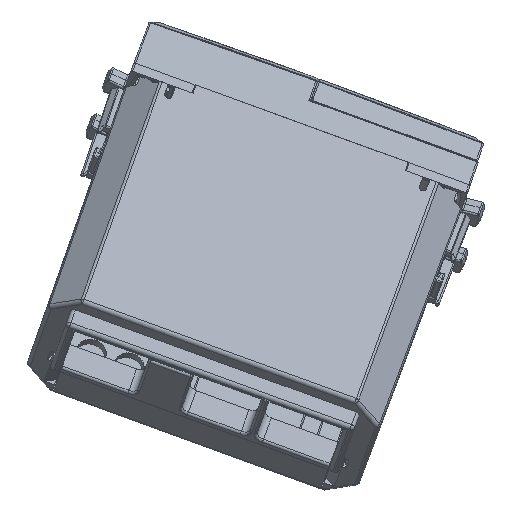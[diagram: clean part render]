
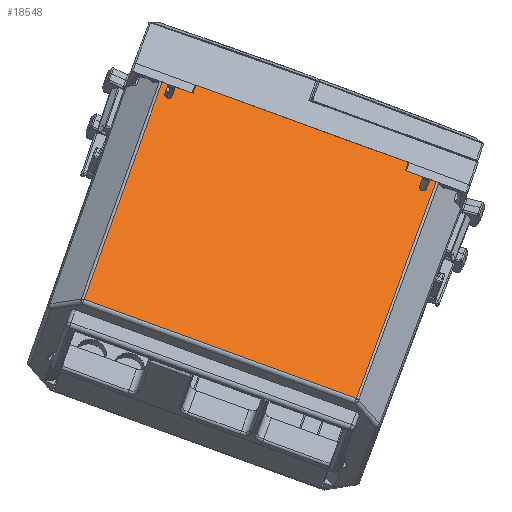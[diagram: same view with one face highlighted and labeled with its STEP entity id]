
A CAD part, left-side view. The second image highlights one B-rep face of the part: STEP entity #18548.
In plain terms, the highlighted face is planar.
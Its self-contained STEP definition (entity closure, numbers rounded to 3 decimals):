
#14571=CARTESIAN_POINT('Vertex',(10.874,18.168,-34.504)) ;
#14574=CARTESIAN_POINT('Line Origine',(10.874,0.248,-34.504)) ;
#14578=CARTESIAN_POINT('Vertex',(10.874,-18.168,-34.504)) ;
#16541=CARTESIAN_POINT('Line Origine',(11.175,-17.896,0.)) ;
#16545=CARTESIAN_POINT('Vertex',(11.175,-17.5,0.)) ;
#16547=CARTESIAN_POINT('Vertex',(11.175,-18.293,0.)) ;
#16793=CARTESIAN_POINT('Vertex',(11.175,17.5,0.)) ;
#16796=CARTESIAN_POINT('Line Origine',(11.175,17.896,0.)) ;
#16800=CARTESIAN_POINT('Vertex',(11.175,18.293,0.)) ;
#16829=CARTESIAN_POINT('Vertex',(11.162,17.473,-1.535)) ;
#16832=CARTESIAN_POINT('Line Origine',(11.168,17.487,-0.767)) ;
#16848=CARTESIAN_POINT('Vertex',(11.162,16.527,-1.535)) ;
#16852=CARTESIAN_POINT('Control Point',(11.162,17.473,-1.535)) ;
#16853=CARTESIAN_POINT('Control Point',(11.159,17.468,-1.829)) ;
#16854=CARTESIAN_POINT('Control Point',(11.156,17.237,-2.131)) ;
#16855=CARTESIAN_POINT('Control Point',(11.156,16.763,-2.131)) ;
#16856=CARTESIAN_POINT('Control Point',(11.159,16.532,-1.829)) ;
#16857=CARTESIAN_POINT('Control Point',(11.162,16.527,-1.535)) ;
#16870=CARTESIAN_POINT('Vertex',(11.175,16.5,0.)) ;
#16873=CARTESIAN_POINT('Line Origine',(11.168,16.513,-0.767)) ;
#16889=CARTESIAN_POINT('Vertex',(11.175,14.175,0.)) ;
#16892=CARTESIAN_POINT('Line Origine',(11.175,15.338,0.)) ;
#16926=CARTESIAN_POINT('Vertex',(11.186,14.153,1.275)) ;
#16930=CARTESIAN_POINT('Control Point',(11.175,14.175,0.)) ;
#16931=CARTESIAN_POINT('Control Point',(11.186,14.153,1.275)) ;
#17022=CARTESIAN_POINT('Vertex',(11.175,-14.175,0.)) ;
#17026=CARTESIAN_POINT('Control Point',(11.175,-14.175,0.)) ;
#17027=CARTESIAN_POINT('Control Point',(11.186,-14.153,1.275)) ;
#17028=CARTESIAN_POINT('Vertex',(11.186,-14.153,1.275)) ;
#17051=CARTESIAN_POINT('Line Origine',(11.175,-15.338,0.)) ;
#17055=CARTESIAN_POINT('Vertex',(11.175,-16.5,0.)) ;
#17074=CARTESIAN_POINT('Vertex',(11.162,-16.527,-1.535)) ;
#17077=CARTESIAN_POINT('Line Origine',(11.168,-16.513,-0.767)) ;
#17093=CARTESIAN_POINT('Vertex',(11.162,-17.473,-1.535)) ;
#17097=CARTESIAN_POINT('Control Point',(11.162,-17.473,-1.535)) ;
#17098=CARTESIAN_POINT('Control Point',(11.159,-17.468,-1.829)) ;
#17099=CARTESIAN_POINT('Control Point',(11.156,-17.237,-2.131)) ;
#17100=CARTESIAN_POINT('Control Point',(11.156,-16.763,-2.131)) ;
#17101=CARTESIAN_POINT('Control Point',(11.159,-16.532,-1.829)) ;
#17102=CARTESIAN_POINT('Control Point',(11.162,-16.527,-1.535)) ;
#17111=CARTESIAN_POINT('Line Origine',(11.168,-17.487,-0.767)) ;
#18512=CARTESIAN_POINT('Axis2P3D Location',(11.175,0.,0.)) ;
#18518=CARTESIAN_POINT('Control Point',(11.175,-18.293,0.)) ;
#18519=CARTESIAN_POINT('Control Point',(10.874,-18.168,-34.504)) ;
#18522=CARTESIAN_POINT('Control Point',(11.175,18.293,0.)) ;
#18523=CARTESIAN_POINT('Control Point',(10.874,18.168,-34.504)) ;
#18525=CARTESIAN_POINT('Line Origine',(11.186,0.,1.275)) ;
#14575=DIRECTION('Vector Direction',(0.,-1.,0.)) ;
#16542=DIRECTION('Vector Direction',(0.,-1.,0.)) ;
#16797=DIRECTION('Vector Direction',(0.,1.,0.)) ;
#16833=DIRECTION('Vector Direction',(-0.009,-0.017,-1.)) ;
#16874=DIRECTION('Vector Direction',(-0.009,0.017,-1.)) ;
#16893=DIRECTION('Vector Direction',(0.,1.,0.)) ;
#17052=DIRECTION('Vector Direction',(0.,-1.,0.)) ;
#17078=DIRECTION('Vector Direction',(-0.009,-0.017,-1.)) ;
#17112=DIRECTION('Vector Direction',(-0.009,0.017,-1.)) ;
#18513=DIRECTION('Axis2P3D Direction',(-1.,0.,0.009)) ;
#18514=DIRECTION('Axis2P3D XDirection',(0.,-1.,0.)) ;
#18526=DIRECTION('Vector Direction',(0.,-1.,0.)) ;
#18515=AXIS2_PLACEMENT_3D('Plane Axis2P3D',#18512,#18513,#18514) ;
#18531=ORIENTED_EDGE('',*,*,#18520,.F.) ;
#18532=ORIENTED_EDGE('',*,*,#14580,.F.) ;
#18533=ORIENTED_EDGE('',*,*,#18524,.F.) ;
#18534=ORIENTED_EDGE('',*,*,#16802,.F.) ;
#18535=ORIENTED_EDGE('',*,*,#16836,.T.) ;
#18536=ORIENTED_EDGE('',*,*,#16858,.T.) ;
#18537=ORIENTED_EDGE('',*,*,#16877,.F.) ;
#18538=ORIENTED_EDGE('',*,*,#16896,.F.) ;
#18539=ORIENTED_EDGE('',*,*,#16932,.T.) ;
#18540=ORIENTED_EDGE('',*,*,#18529,.F.) ;
#18541=ORIENTED_EDGE('',*,*,#17030,.T.) ;
#18542=ORIENTED_EDGE('',*,*,#17057,.T.) ;
#18543=ORIENTED_EDGE('',*,*,#17081,.T.) ;
#18544=ORIENTED_EDGE('',*,*,#17103,.F.) ;
#18545=ORIENTED_EDGE('',*,*,#17115,.F.) ;
#18546=ORIENTED_EDGE('',*,*,#16549,.T.) ;
#14576=VECTOR('Line Direction',#14575,1.) ;
#16543=VECTOR('Line Direction',#16542,1.) ;
#16798=VECTOR('Line Direction',#16797,1.) ;
#16834=VECTOR('Line Direction',#16833,1.) ;
#16875=VECTOR('Line Direction',#16874,1.) ;
#16894=VECTOR('Line Direction',#16893,1.) ;
#17053=VECTOR('Line Direction',#17052,1.) ;
#17079=VECTOR('Line Direction',#17078,1.) ;
#17113=VECTOR('Line Direction',#17112,1.) ;
#18527=VECTOR('Line Direction',#18526,1.) ;
#18548=ADVANCED_FACE('PartBody',(#18547),#18516,.F.) ;
#16851=B_SPLINE_CURVE_WITH_KNOTS('',5,(#16852,#16853,#16854,#16855,#16856,#16857),.UNSPECIFIED.,.F.,.U.,(6,6),(0.,2.079),.UNSPECIFIED.) ;
#16929=B_SPLINE_CURVE_WITH_KNOTS('',1,(#16930,#16931),.UNSPECIFIED.,.F.,.U.,(2,2),(-0.638,0.638),.UNSPECIFIED.) ;
#17025=B_SPLINE_CURVE_WITH_KNOTS('',1,(#17026,#17027),.UNSPECIFIED.,.F.,.U.,(2,2),(-0.638,0.638),.UNSPECIFIED.) ;
#17096=B_SPLINE_CURVE_WITH_KNOTS('',5,(#17097,#17098,#17099,#17100,#17101,#17102),.UNSPECIFIED.,.F.,.U.,(6,6),(0.,2.079),.UNSPECIFIED.) ;
#18517=B_SPLINE_CURVE_WITH_KNOTS('',1,(#18518,#18519),.UNSPECIFIED.,.F.,.U.,(2,2),(-16.464,18.042),.UNSPECIFIED.) ;
#18521=B_SPLINE_CURVE_WITH_KNOTS('',1,(#18522,#18523),.UNSPECIFIED.,.F.,.U.,(2,2),(-16.464,18.042),.UNSPECIFIED.) ;
#14580=EDGE_CURVE('',#14572,#14579,#14577,.T.) ;
#16549=EDGE_CURVE('',#16546,#16548,#16544,.T.) ;
#16802=EDGE_CURVE('',#16794,#16801,#16799,.T.) ;
#16836=EDGE_CURVE('',#16794,#16830,#16835,.T.) ;
#16858=EDGE_CURVE('',#16830,#16849,#16851,.T.) ;
#16877=EDGE_CURVE('',#16871,#16849,#16876,.T.) ;
#16896=EDGE_CURVE('',#16890,#16871,#16895,.T.) ;
#16932=EDGE_CURVE('',#16890,#16927,#16929,.T.) ;
#17030=EDGE_CURVE('',#17029,#17023,#17025,.F.) ;
#17057=EDGE_CURVE('',#17023,#17056,#17054,.T.) ;
#17081=EDGE_CURVE('',#17056,#17075,#17080,.T.) ;
#17103=EDGE_CURVE('',#17094,#17075,#17096,.T.) ;
#17115=EDGE_CURVE('',#16546,#17094,#17114,.T.) ;
#18520=EDGE_CURVE('',#14579,#16548,#18517,.F.) ;
#18524=EDGE_CURVE('',#16801,#14572,#18521,.T.) ;
#18529=EDGE_CURVE('',#17029,#16927,#18528,.F.) ;
#18530=EDGE_LOOP('',(#18531,#18532,#18533,#18534,#18535,#18536,#18537,#18538,#18539,#18540,#18541,#18542,#18543,#18544,#18545,#18546)) ;
#18547=FACE_OUTER_BOUND('',#18530,.T.) ;
#14577=LINE('Line',#14574,#14576) ;
#16544=LINE('Line',#16541,#16543) ;
#16799=LINE('Line',#16796,#16798) ;
#16835=LINE('Line',#16832,#16834) ;
#16876=LINE('Line',#16873,#16875) ;
#16895=LINE('Line',#16892,#16894) ;
#17054=LINE('Line',#17051,#17053) ;
#17080=LINE('Line',#17077,#17079) ;
#17114=LINE('Line',#17111,#17113) ;
#18528=LINE('Line',#18525,#18527) ;
#18516=PLANE('',#18515) ;
#14572=VERTEX_POINT('',#14571) ;
#14579=VERTEX_POINT('',#14578) ;
#16546=VERTEX_POINT('',#16545) ;
#16548=VERTEX_POINT('',#16547) ;
#16794=VERTEX_POINT('',#16793) ;
#16801=VERTEX_POINT('',#16800) ;
#16830=VERTEX_POINT('',#16829) ;
#16849=VERTEX_POINT('',#16848) ;
#16871=VERTEX_POINT('',#16870) ;
#16890=VERTEX_POINT('',#16889) ;
#16927=VERTEX_POINT('',#16926) ;
#17023=VERTEX_POINT('',#17022) ;
#17029=VERTEX_POINT('',#17028) ;
#17056=VERTEX_POINT('',#17055) ;
#17075=VERTEX_POINT('',#17074) ;
#17094=VERTEX_POINT('',#17093) ;
